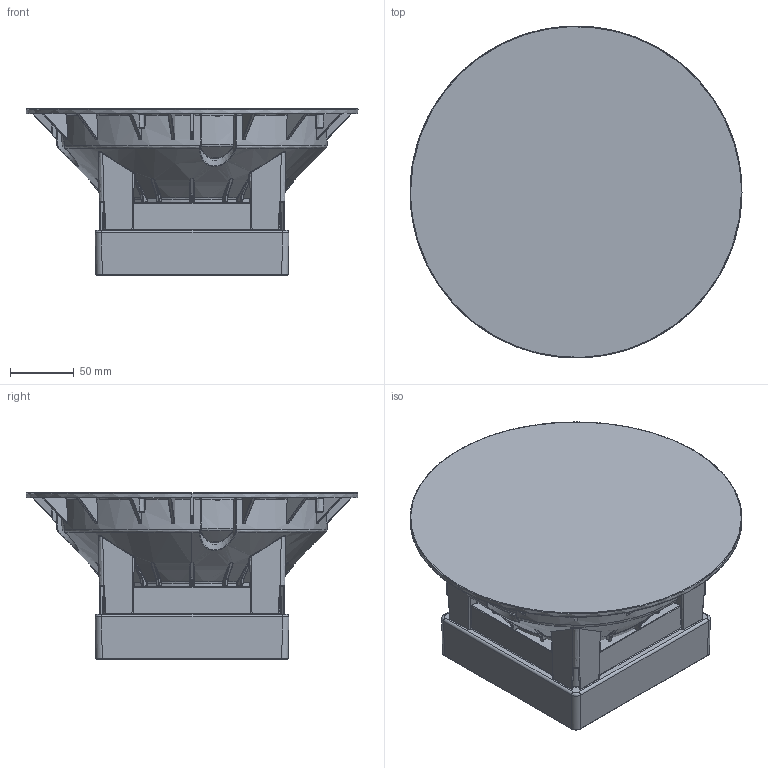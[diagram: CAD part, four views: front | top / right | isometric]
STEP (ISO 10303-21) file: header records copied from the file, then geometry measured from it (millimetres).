
FILE_DESCRIPTION(/* description */ (''),/* implementation_level */ '2;1');
FILE_NAME(/* name */ 'T410050_EGO 150 WO VETRO QUADRO',/* time_stamp */ '2018-02-06T09:43:22+01:00',/* author */ (''),/* organization */ (''),/* preprocessor_version */ 'ST-DEVELOPER v15',/* originating_system */ '',/* authorisation */ '');
FILE_SCHEMA (('CONFIG_CONTROL_DESIGN'));
Products named in the file (1): Document
Bounding box: 259.96 x 259.89 x 130.2 mm (x, y, z)
Volume: 1204869.6 mm3; surface area: 320190.7 mm2
Topology: 5 solids, 6 shells, 1824 faces, 4787 edges, 2720 vertices
Faces by surface type: bspline 1448, plane 376
Entity records: 86497 total; most frequent: CARTESIAN_POINT 61201, ORIENTED_EDGE 9119, EDGE_CURVE 4694, VERTEX_POINT 2719, B_SPLINE_CURVE_WITH_KNOTS 2007, EDGE_LOOP 1842, ADVANCED_FACE 1822, FACE_OUTER_BOUND 1822
